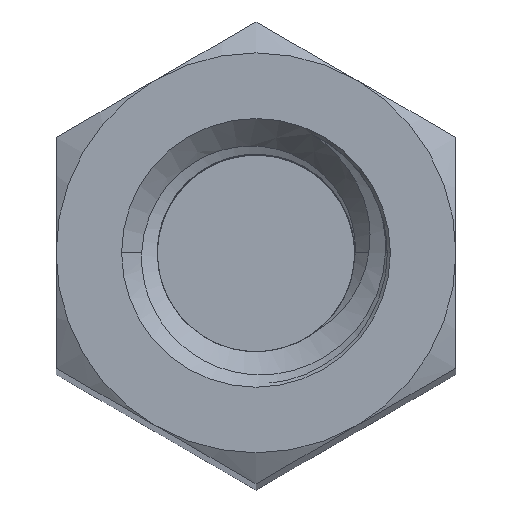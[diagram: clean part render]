
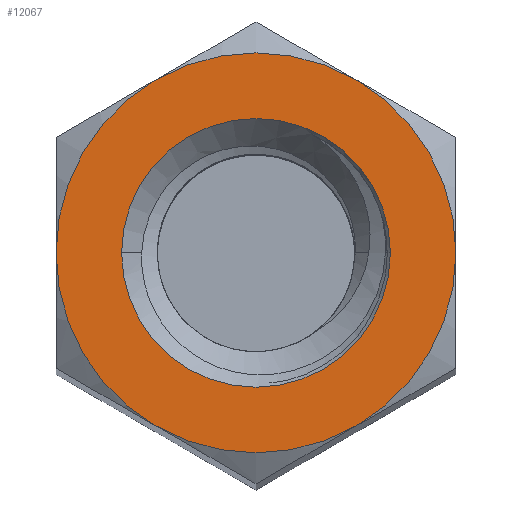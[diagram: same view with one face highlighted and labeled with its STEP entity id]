
A CAD part, top view. The second image highlights one B-rep face of the part: STEP entity #12067.
In plain terms, the highlighted planar face has unit normal (0, 0, 1).
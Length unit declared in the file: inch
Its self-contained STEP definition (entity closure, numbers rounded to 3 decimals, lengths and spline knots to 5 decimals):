
#441 = CARTESIAN_POINT ( 'NONE',  ( -0.0625, -0.10825, 1.125 ) ) ;
#483 = EDGE_CURVE ( 'NONE', #5133, #9627, #12538, .T. ) ;
#692 = CIRCLE ( 'NONE', #752, 0.125 ) ;
#752 = AXIS2_PLACEMENT_3D ( 'NONE', #8323, #8479, #7230 ) ;
#789 = DIRECTION ( 'NONE',  ( -1., 0., 0. ) ) ;
#806 = DIRECTION ( 'NONE',  ( -1., 0., 0. ) ) ;
#1383 = CIRCLE ( 'NONE', #9296, 0.084 ) ;
#1480 = CARTESIAN_POINT ( 'NONE',  ( 0., 0.14434, 1.125 ) ) ;
#1504 = ORIENTED_EDGE ( 'NONE', *, *, #10309, .F. ) ;
#1512 = CARTESIAN_POINT ( 'NONE',  ( 0., 0., 1.125 ) ) ;
#1560 = DIRECTION ( 'NONE',  ( -1., 0., 0. ) ) ;
#2309 = EDGE_CURVE ( 'NONE', #7023, #7843, #13917, .T. ) ;
#2428 = AXIS2_PLACEMENT_3D ( 'NONE', #10705, #7292, #789 ) ;
#2602 = DIRECTION ( 'NONE',  ( 0., 0., 1. ) ) ;
#3159 = EDGE_CURVE ( 'NONE', #14118, #4070, #3226, .T. ) ;
#3226 = CIRCLE ( 'NONE', #8466, 0.125 ) ;
#3765 = AXIS2_PLACEMENT_3D ( 'NONE', #1512, #12801, #12947 ) ;
#3854 = DIRECTION ( 'NONE',  ( -1., 0., 0. ) ) ;
#4066 = AXIS2_PLACEMENT_3D ( 'NONE', #6489, #7468, #806 ) ;
#4070 = VERTEX_POINT ( 'NONE', #7412 ) ;
#4288 = CARTESIAN_POINT ( 'NONE',  ( 0., 0., 1.125 ) ) ;
#4307 = ORIENTED_EDGE ( 'NONE', *, *, #8384, .F. ) ;
#4985 = CARTESIAN_POINT ( 'NONE',  ( -0.125, 0., 1.125 ) ) ;
#5133 = VERTEX_POINT ( 'NONE', #441 ) ;
#5214 = EDGE_CURVE ( 'NONE', #4070, #5133, #12826, .T. ) ;
#5278 = CARTESIAN_POINT ( 'NONE',  ( 0., 0., 1.125 ) ) ;
#5790 = VERTEX_POINT ( 'NONE', #9087 ) ;
#5847 = FACE_OUTER_BOUND ( 'NONE', #12491, .T. ) ;
#5875 = CARTESIAN_POINT ( 'NONE',  ( 0., 0., 1.125 ) ) ;
#6057 = DIRECTION ( 'NONE',  ( 0., 0., -1. ) ) ;
#6277 = ORIENTED_EDGE ( 'NONE', *, *, #3159, .F. ) ;
#6489 = CARTESIAN_POINT ( 'NONE',  ( 0., 0., 1.125 ) ) ;
#6532 = DIRECTION ( 'NONE',  ( -1., 0., 0. ) ) ;
#6616 = EDGE_LOOP ( 'NONE', ( #7213, #9027 ) ) ;
#6989 = CARTESIAN_POINT ( 'NONE',  ( -0.084, 0., 1.125 ) ) ;
#7023 = VERTEX_POINT ( 'NONE', #6989 ) ;
#7213 = ORIENTED_EDGE ( 'NONE', *, *, #2309, .T. ) ;
#7230 = DIRECTION ( 'NONE',  ( -1., 0., 0. ) ) ;
#7292 = DIRECTION ( 'NONE',  ( 0., 0., -1. ) ) ;
#7412 = CARTESIAN_POINT ( 'NONE',  ( 0.0625, -0.10825, 1.125 ) ) ;
#7468 = DIRECTION ( 'NONE',  ( 0., 0., -1. ) ) ;
#7490 = DIRECTION ( 'NONE',  ( -1., 0., 0. ) ) ;
#7700 = CARTESIAN_POINT ( 'NONE',  ( 0.084, 0., 1.125 ) ) ;
#7843 = VERTEX_POINT ( 'NONE', #7700 ) ;
#7898 = CARTESIAN_POINT ( 'NONE',  ( -0.0625, 0.10825, 1.125 ) ) ;
#8323 = CARTESIAN_POINT ( 'NONE',  ( 0., 0., 1.125 ) ) ;
#8384 = EDGE_CURVE ( 'NONE', #5790, #14118, #9473, .T. ) ;
#8466 = AXIS2_PLACEMENT_3D ( 'NONE', #5875, #11632, #1560 ) ;
#8479 = DIRECTION ( 'NONE',  ( 0., 0., -1. ) ) ;
#8732 = DIRECTION ( 'NONE',  ( 0., 0., -1. ) ) ;
#8938 = AXIS2_PLACEMENT_3D ( 'NONE', #5278, #8732, #7490 ) ;
#9027 = ORIENTED_EDGE ( 'NONE', *, *, #10124, .T. ) ;
#9087 = CARTESIAN_POINT ( 'NONE',  ( 0.0625, 0.10825, 1.125 ) ) ;
#9196 = FACE_BOUND ( 'NONE', #6616, .T. ) ;
#9296 = AXIS2_PLACEMENT_3D ( 'NONE', #11720, #6057, #3854 ) ;
#9377 = ORIENTED_EDGE ( 'NONE', *, *, #10882, .F. ) ;
#9473 = CIRCLE ( 'NONE', #11102, 0.125 ) ;
#9627 = VERTEX_POINT ( 'NONE', #4985 ) ;
#9888 = DIRECTION ( 'NONE',  ( 0., 0., -1. ) ) ;
#10124 = EDGE_CURVE ( 'NONE', #7843, #7023, #1383, .T. ) ;
#10309 = EDGE_CURVE ( 'NONE', #9627, #13928, #692, .T. ) ;
#10470 = DIRECTION ( 'NONE',  ( 1., 0., 0. ) ) ;
#10705 = CARTESIAN_POINT ( 'NONE',  ( 0., 0., 1.125 ) ) ;
#10882 = EDGE_CURVE ( 'NONE', #13928, #5790, #11570, .T. ) ;
#11102 = AXIS2_PLACEMENT_3D ( 'NONE', #4288, #9888, #6532 ) ;
#11570 = CIRCLE ( 'NONE', #8938, 0.125 ) ;
#11632 = DIRECTION ( 'NONE',  ( 0., 0., -1. ) ) ;
#11720 = CARTESIAN_POINT ( 'NONE',  ( 0., 0., 1.125 ) ) ;
#12067 = ADVANCED_FACE ( 'NONE', ( #5847, #9196 ), #13836, .T. ) ;
#12154 = ORIENTED_EDGE ( 'NONE', *, *, #483, .F. ) ;
#12270 = CARTESIAN_POINT ( 'NONE',  ( 0.125, 0., 1.125 ) ) ;
#12368 = ORIENTED_EDGE ( 'NONE', *, *, #5214, .F. ) ;
#12491 = EDGE_LOOP ( 'NONE', ( #6277, #4307, #9377, #1504, #12154, #12368 ) ) ;
#12538 = CIRCLE ( 'NONE', #3765, 0.125 ) ;
#12801 = DIRECTION ( 'NONE',  ( 0., 0., -1. ) ) ;
#12826 = CIRCLE ( 'NONE', #2428, 0.125 ) ;
#12947 = DIRECTION ( 'NONE',  ( -1., 0., 0. ) ) ;
#13713 = AXIS2_PLACEMENT_3D ( 'NONE', #1480, #2602, #10470 ) ;
#13836 = PLANE ( 'NONE',  #13713 ) ;
#13917 = CIRCLE ( 'NONE', #4066, 0.084 ) ;
#13928 = VERTEX_POINT ( 'NONE', #7898 ) ;
#14118 = VERTEX_POINT ( 'NONE', #12270 ) ;
